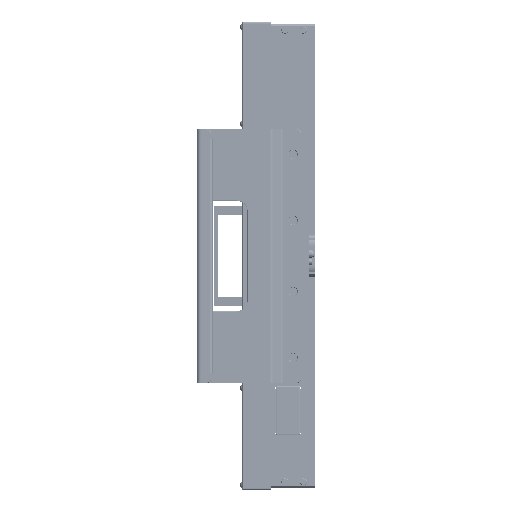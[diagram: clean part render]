
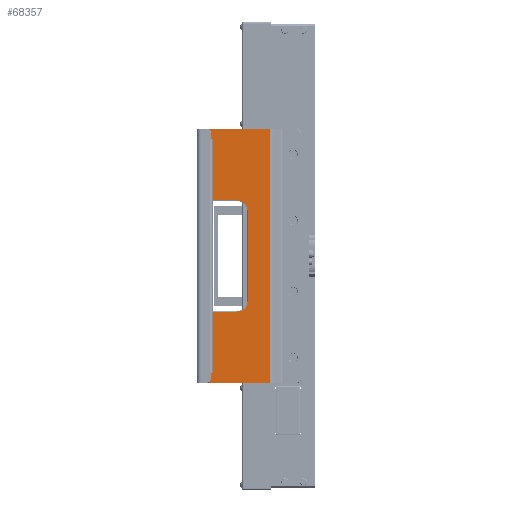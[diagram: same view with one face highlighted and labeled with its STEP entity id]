
A CAD part, left-side view. The second image highlights one B-rep face of the part: STEP entity #68357.
In plain terms, the highlighted face is planar.
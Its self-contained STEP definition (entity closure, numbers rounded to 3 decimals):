
#7446 = VECTOR ( 'NONE', #80419, 1000. ) ;
#9747 = EDGE_CURVE ( 'NONE', #133312, #47812, #19886, .T. ) ;
#10619 = DIRECTION ( 'NONE',  ( 1., 0., 0. ) ) ;
#12443 = EDGE_CURVE ( 'NONE', #19986, #122556, #14858, .T. ) ;
#12640 = CARTESIAN_POINT ( 'NONE',  ( 12., 52.5, -44.1 ) ) ;
#14858 = LINE ( 'NONE', #135058, #7446 ) ;
#15289 = DIRECTION ( 'NONE',  ( -1., 0., 0. ) ) ;
#19398 = CARTESIAN_POINT ( 'NONE',  ( 12., 30.828, 124.5 ) ) ;
#19886 = LINE ( 'NONE', #106339, #48287 ) ;
#19986 = VERTEX_POINT ( 'NONE', #37143 ) ;
#22384 = DIRECTION ( 'NONE',  ( 0., 1., 0. ) ) ;
#22605 = ORIENTED_EDGE ( 'NONE', *, *, #105561, .T. ) ;
#24867 = CARTESIAN_POINT ( 'NONE',  ( 12., 52.5, 44.1 ) ) ;
#26951 = LINE ( 'NONE', #24867, #36341 ) ;
#31878 = ORIENTED_EDGE ( 'NONE', *, *, #140562, .T. ) ;
#36341 = VECTOR ( 'NONE', #68857, 1000. ) ;
#37143 = CARTESIAN_POINT ( 'NONE',  ( 12., 99., 54.6 ) ) ;
#38228 = ORIENTED_EDGE ( 'NONE', *, *, #93784, .T. ) ;
#38245 = CARTESIAN_POINT ( 'NONE',  ( 12., 63., 54.6 ) ) ;
#39393 = DIRECTION ( 'NONE',  ( 0., 1., 0. ) ) ;
#40982 = AXIS2_PLACEMENT_3D ( 'NONE', #116751, #15289, #61366 ) ;
#42748 = LINE ( 'NONE', #141975, #91654 ) ;
#43479 = AXIS2_PLACEMENT_3D ( 'NONE', #76138, #10619, #54536 ) ;
#44484 = FACE_OUTER_BOUND ( 'NONE', #114627, .T. ) ;
#46213 = VECTOR ( 'NONE', #92566, 1000. ) ;
#47812 = VERTEX_POINT ( 'NONE', #120374 ) ;
#48287 = VECTOR ( 'NONE', #39393, 1000. ) ;
#48630 = VERTEX_POINT ( 'NONE', #12640 ) ;
#49043 = EDGE_CURVE ( 'NONE', #63414, #19986, #42748, .T. ) ;
#49363 = CARTESIAN_POINT ( 'NONE',  ( 12., 30.828, -124.5 ) ) ;
#52720 = DIRECTION ( 'NONE',  ( 0., 0., -1. ) ) ;
#53488 = VERTEX_POINT ( 'NONE', #54538 ) ;
#54536 = DIRECTION ( 'NONE',  ( 0., 1., 0. ) ) ;
#54538 = CARTESIAN_POINT ( 'NONE',  ( 12., 52.5, 44.1 ) ) ;
#60848 = CARTESIAN_POINT ( 'NONE',  ( 12., 63., -54.6 ) ) ;
#61366 = DIRECTION ( 'NONE',  ( 0., 1., 0. ) ) ;
#62827 = CARTESIAN_POINT ( 'NONE',  ( 12., 30.828, 124.5 ) ) ;
#62846 = CARTESIAN_POINT ( 'NONE',  ( 12., 30.828, 125. ) ) ;
#63414 = VERTEX_POINT ( 'NONE', #38245 ) ;
#64312 = ORIENTED_EDGE ( 'NONE', *, *, #109379, .T. ) ;
#65541 = VECTOR ( 'NONE', #88574, 1000. ) ;
#65693 = LINE ( 'NONE', #62846, #82391 ) ;
#66906 = CARTESIAN_POINT ( 'NONE',  ( 12., 99., 125. ) ) ;
#68357 = ADVANCED_FACE ( 'NONE', ( #44484 ), #141566, .T. ) ;
#68857 = DIRECTION ( 'NONE',  ( 0., 0., 1. ) ) ;
#70023 = CARTESIAN_POINT ( 'NONE',  ( 12., 99., 124.5 ) ) ;
#70931 = CIRCLE ( 'NONE', #40982, 10.5 ) ;
#75647 = VERTEX_POINT ( 'NONE', #19398 ) ;
#76138 = CARTESIAN_POINT ( 'NONE',  ( 12., 103., 125. ) ) ;
#77367 = EDGE_CURVE ( 'NONE', #48630, #53488, #26951, .T. ) ;
#80419 = DIRECTION ( 'NONE',  ( 0., 0., 1. ) ) ;
#82391 = VECTOR ( 'NONE', #52720, 1000. ) ;
#83725 = DIRECTION ( 'NONE',  ( 0., -1., 0. ) ) ;
#83945 = ORIENTED_EDGE ( 'NONE', *, *, #9747, .T. ) ;
#84580 = CARTESIAN_POINT ( 'NONE',  ( 12., 63., 44.1 ) ) ;
#84774 = VERTEX_POINT ( 'NONE', #106760 ) ;
#85583 = EDGE_CURVE ( 'NONE', #122556, #75647, #138340, .T. ) ;
#88574 = DIRECTION ( 'NONE',  ( 0., 0., 1. ) ) ;
#91654 = VECTOR ( 'NONE', #124507, 1000. ) ;
#92451 = CARTESIAN_POINT ( 'NONE',  ( 12., 99., -54.6 ) ) ;
#92566 = DIRECTION ( 'NONE',  ( 0., -1., 0. ) ) ;
#93784 = EDGE_CURVE ( 'NONE', #75647, #133312, #65693, .T. ) ;
#99651 = AXIS2_PLACEMENT_3D ( 'NONE', #84580, #100199, #22384 ) ;
#100199 = DIRECTION ( 'NONE',  ( -1., 0., 0. ) ) ;
#103670 = EDGE_CURVE ( 'NONE', #53488, #63414, #120301, .T. ) ;
#105561 = EDGE_CURVE ( 'NONE', #107276, #84774, #126301, .T. ) ;
#106339 = CARTESIAN_POINT ( 'NONE',  ( 12., 103., -124.5 ) ) ;
#106760 = CARTESIAN_POINT ( 'NONE',  ( 12., 63., -54.6 ) ) ;
#107276 = VERTEX_POINT ( 'NONE', #92451 ) ;
#107360 = ORIENTED_EDGE ( 'NONE', *, *, #49043, .T. ) ;
#109379 = EDGE_CURVE ( 'NONE', #47812, #107276, #122309, .T. ) ;
#112839 = ORIENTED_EDGE ( 'NONE', *, *, #85583, .T. ) ;
#114627 = EDGE_LOOP ( 'NONE', ( #38228, #83945, #64312, #22605, #31878, #140194, #122783, #107360, #135589, #112839 ) ) ;
#116751 = CARTESIAN_POINT ( 'NONE',  ( 12., 63., -44.1 ) ) ;
#120301 = CIRCLE ( 'NONE', #99651, 10.5 ) ;
#120374 = CARTESIAN_POINT ( 'NONE',  ( 12., 99., -124.5 ) ) ;
#122309 = LINE ( 'NONE', #66906, #65541 ) ;
#122556 = VERTEX_POINT ( 'NONE', #70023 ) ;
#122783 = ORIENTED_EDGE ( 'NONE', *, *, #103670, .T. ) ;
#124507 = DIRECTION ( 'NONE',  ( 0., 1., 0. ) ) ;
#126301 = LINE ( 'NONE', #60848, #46213 ) ;
#133312 = VERTEX_POINT ( 'NONE', #49363 ) ;
#135058 = CARTESIAN_POINT ( 'NONE',  ( 12., 99., 125. ) ) ;
#135589 = ORIENTED_EDGE ( 'NONE', *, *, #12443, .T. ) ;
#138340 = LINE ( 'NONE', #62827, #141355 ) ;
#140194 = ORIENTED_EDGE ( 'NONE', *, *, #77367, .T. ) ;
#140562 = EDGE_CURVE ( 'NONE', #84774, #48630, #70931, .T. ) ;
#141355 = VECTOR ( 'NONE', #83725, 1000. ) ;
#141566 = PLANE ( 'NONE',  #43479 ) ;
#141975 = CARTESIAN_POINT ( 'NONE',  ( 12., 99., 54.6 ) ) ;
